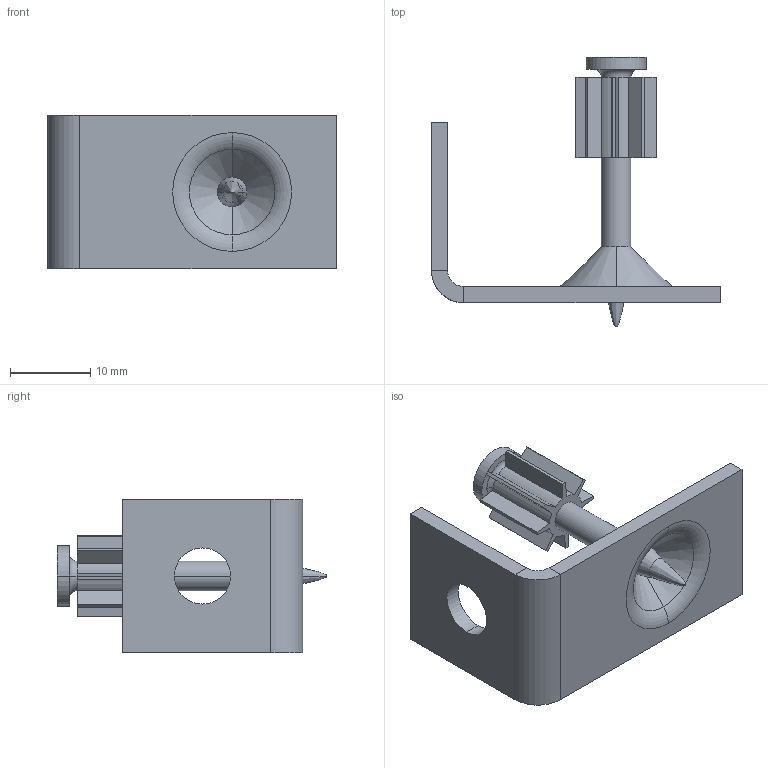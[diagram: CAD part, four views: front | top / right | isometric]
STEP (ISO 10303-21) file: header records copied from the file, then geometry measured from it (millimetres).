
FILE_DESCRIPTION (( 'STEP AP203' ), '1' );
FILE_NAME ('WACPA.STEP', '2024-04-11T01:31:03', ( '' ), ( '' ), 'SwSTEP 2.0', 'SolidWorks 2021', '' );
FILE_SCHEMA (( 'CONFIG_CONTROL_DESIGN' ));
Length unit declared in the file: millimetre
Products named in the file (1): WACPA
Bounding box: 36 x 33.6 x 19.1 mm (x, y, z)
Volume: 2725 mm3; surface area: 3587.2 mm2
Topology: 3 solids, 3 shells, 72 faces, 178 edges, 111 vertices
Faces by surface type: plane 40, cylinder 20, cone 6, torus 4, bspline 2
Entity records: 2211 total; most frequent: CARTESIAN_POINT 396, DIRECTION 370, ORIENTED_EDGE 352, EDGE_CURVE 176, AXIS2_PLACEMENT_3D 125, LINE 120, VECTOR 120, VERTEX_POINT 111
